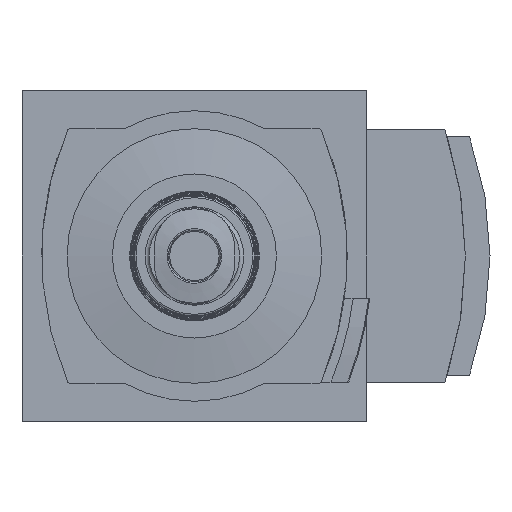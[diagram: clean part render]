
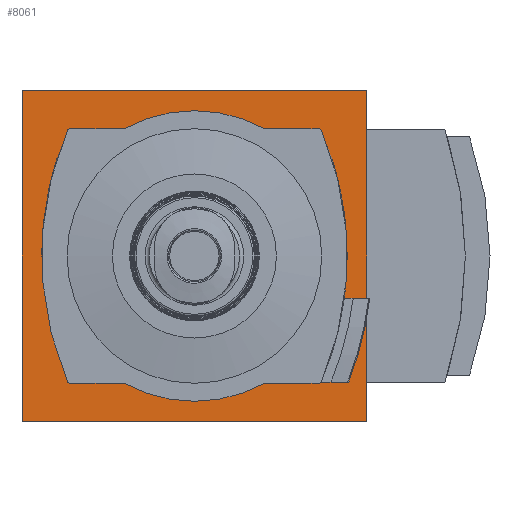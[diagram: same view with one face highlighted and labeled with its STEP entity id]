
A CAD part, front view. The second image highlights one B-rep face of the part: STEP entity #8061.
In plain terms, the highlighted planar face has unit normal (0, -1, 0).
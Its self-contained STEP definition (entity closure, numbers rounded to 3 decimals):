
#157=PLANE('',#8489);
#356=LINE('',#10697,#955);
#462=LINE('',#10919,#1061);
#477=LINE('',#10957,#1076);
#525=LINE('',#11120,#1124);
#642=LINE('',#11468,#1241);
#643=LINE('',#11472,#1242);
#644=LINE('',#11480,#1243);
#645=LINE('',#11484,#1244);
#646=LINE('',#11490,#1245);
#647=LINE('',#11494,#1246);
#955=VECTOR('',#8945,1000.);
#1061=VECTOR('',#9117,1000.);
#1076=VECTOR('',#9146,1000.);
#1124=VECTOR('',#9258,1000.);
#1241=VECTOR('',#9521,1000.);
#1242=VECTOR('',#9524,1000.);
#1243=VECTOR('',#9531,1000.);
#1244=VECTOR('',#9534,1000.);
#1245=VECTOR('',#9539,1000.);
#1246=VECTOR('',#9542,1000.);
#2108=ORIENTED_EDGE('',*,*,#3390,.F.);
#2109=ORIENTED_EDGE('',*,*,#3482,.F.);
#2110=ORIENTED_EDGE('',*,*,#3410,.F.);
#2111=ORIENTED_EDGE('',*,*,#3276,.F.);
#2112=ORIENTED_EDGE('',*,*,#3648,.T.);
#2113=ORIENTED_EDGE('',*,*,#3649,.T.);
#2114=ORIENTED_EDGE('',*,*,#3650,.T.);
#2115=ORIENTED_EDGE('',*,*,#3651,.T.);
#2116=ORIENTED_EDGE('',*,*,#3652,.T.);
#2117=ORIENTED_EDGE('',*,*,#3653,.T.);
#2118=ORIENTED_EDGE('',*,*,#3654,.T.);
#2119=ORIENTED_EDGE('',*,*,#3655,.T.);
#2120=ORIENTED_EDGE('',*,*,#3656,.T.);
#2121=ORIENTED_EDGE('',*,*,#3657,.T.);
#2122=ORIENTED_EDGE('',*,*,#3658,.T.);
#2123=ORIENTED_EDGE('',*,*,#3659,.T.);
#2124=ORIENTED_EDGE('',*,*,#3660,.T.);
#2125=ORIENTED_EDGE('',*,*,#3661,.F.);
#2126=ORIENTED_EDGE('',*,*,#3662,.T.);
#3276=EDGE_CURVE('',#4110,#4111,#356,.T.);
#3390=EDGE_CURVE('',#4193,#4110,#462,.T.);
#3410=EDGE_CURVE('',#4111,#4210,#477,.T.);
#3482=EDGE_CURVE('',#4210,#4193,#525,.T.);
#3648=EDGE_CURVE('',#4412,#4413,#4704,.T.);
#3649=EDGE_CURVE('',#4413,#4414,#642,.T.);
#3650=EDGE_CURVE('',#4414,#4415,#4705,.T.);
#3651=EDGE_CURVE('',#4415,#4416,#643,.T.);
#3652=EDGE_CURVE('',#4416,#4417,#4706,.T.);
#3653=EDGE_CURVE('',#4417,#4418,#4707,.T.);
#3654=EDGE_CURVE('',#4418,#4419,#4708,.T.);
#3655=EDGE_CURVE('',#4419,#4420,#644,.T.);
#3656=EDGE_CURVE('',#4420,#4421,#4709,.T.);
#3657=EDGE_CURVE('',#4421,#4422,#645,.T.);
#3658=EDGE_CURVE('',#4422,#4423,#4710,.T.);
#3659=EDGE_CURVE('',#4423,#4424,#4711,.T.);
#3660=EDGE_CURVE('',#4424,#4425,#646,.T.);
#3661=EDGE_CURVE('',#4426,#4425,#4712,.T.);
#3662=EDGE_CURVE('',#4426,#4412,#647,.T.);
#4110=VERTEX_POINT('',#10696);
#4111=VERTEX_POINT('',#10698);
#4193=VERTEX_POINT('',#10918);
#4210=VERTEX_POINT('',#10958);
#4412=VERTEX_POINT('',#11466);
#4413=VERTEX_POINT('',#11467);
#4414=VERTEX_POINT('',#11469);
#4415=VERTEX_POINT('',#11471);
#4416=VERTEX_POINT('',#11473);
#4417=VERTEX_POINT('',#11475);
#4418=VERTEX_POINT('',#11477);
#4419=VERTEX_POINT('',#11479);
#4420=VERTEX_POINT('',#11481);
#4421=VERTEX_POINT('',#11483);
#4422=VERTEX_POINT('',#11485);
#4423=VERTEX_POINT('',#11487);
#4424=VERTEX_POINT('',#11489);
#4425=VERTEX_POINT('',#11491);
#4426=VERTEX_POINT('',#11493);
#4704=CIRCLE('',#8490,0.3);
#4705=CIRCLE('',#8491,17.7);
#4706=CIRCLE('',#8492,0.3);
#4707=CIRCLE('',#8493,38.9);
#4708=CIRCLE('',#8494,0.3);
#4709=CIRCLE('',#8495,17.7);
#4710=CIRCLE('',#8496,0.3);
#4711=CIRCLE('',#8497,38.9);
#4712=CIRCLE('',#8498,39.95);
#4912=EDGE_LOOP('',(#2108,#2109,#2110,#2111));
#4913=EDGE_LOOP('',(#2112,#2113,#2114,#2115,#2116,#2117,#2118,#2119,#2120,
#2121,#2122,#2123,#2124,#2125,#2126));
#5318=FACE_BOUND('',#4912,.T.);
#5319=FACE_BOUND('',#4913,.T.);
#8061=ADVANCED_FACE('',(#5318,#5319),#157,.F.);
#8489=AXIS2_PLACEMENT_3D('',#11464,#9517,#9518);
#8490=AXIS2_PLACEMENT_3D('',#11465,#9519,#9520);
#8491=AXIS2_PLACEMENT_3D('',#11470,#9522,#9523);
#8492=AXIS2_PLACEMENT_3D('',#11474,#9525,#9526);
#8493=AXIS2_PLACEMENT_3D('',#11476,#9527,#9528);
#8494=AXIS2_PLACEMENT_3D('',#11478,#9529,#9530);
#8495=AXIS2_PLACEMENT_3D('',#11482,#9532,#9533);
#8496=AXIS2_PLACEMENT_3D('',#11486,#9535,#9536);
#8497=AXIS2_PLACEMENT_3D('',#11488,#9537,#9538);
#8498=AXIS2_PLACEMENT_3D('',#11492,#9540,#9541);
#8945=DIRECTION('',(0.,0.,1.));
#9117=DIRECTION('',(-1.,0.,0.));
#9146=DIRECTION('',(1.,0.,0.));
#9258=DIRECTION('',(0.,0.,-1.));
#9517=DIRECTION('',(0.,1.,0.));
#9518=DIRECTION('',(0.,0.,1.));
#9519=DIRECTION('',(0.,1.,0.));
#9520=DIRECTION('',(1.,0.,0.));
#9521=DIRECTION('',(-1.,0.,0.));
#9522=DIRECTION('',(0.,1.,0.));
#9523=DIRECTION('',(1.,0.,0.));
#9524=DIRECTION('',(-1.,0.,0.));
#9525=DIRECTION('',(0.,1.,0.));
#9526=DIRECTION('',(1.,0.,0.));
#9527=DIRECTION('',(0.,1.,0.));
#9528=DIRECTION('',(1.,0.,0.));
#9529=DIRECTION('',(0.,1.,0.));
#9530=DIRECTION('',(1.,0.,0.));
#9531=DIRECTION('',(1.,0.,0.));
#9532=DIRECTION('',(0.,1.,0.));
#9533=DIRECTION('',(1.,0.,0.));
#9534=DIRECTION('',(1.,0.,0.));
#9535=DIRECTION('',(0.,1.,0.));
#9536=DIRECTION('',(1.,0.,0.));
#9537=DIRECTION('',(0.,1.,0.));
#9538=DIRECTION('',(1.,0.,0.));
#9539=DIRECTION('',(1.,0.,0.));
#9540=DIRECTION('',(0.,-1.,0.));
#9541=DIRECTION('',(0.,0.,-1.));
#9542=DIRECTION('',(-1.,0.,0.));
#10696=CARTESIAN_POINT('',(-21.,-31.5,-20.1));
#10697=CARTESIAN_POINT('',(-21.,-31.5,-20.1));
#10698=CARTESIAN_POINT('',(-21.,-31.5,20.1));
#10918=CARTESIAN_POINT('',(21.,-31.5,-20.1));
#10919=CARTESIAN_POINT('',(21.,-31.5,-20.1));
#10957=CARTESIAN_POINT('',(-21.,-31.5,20.1));
#10958=CARTESIAN_POINT('',(21.,-31.5,20.1));
#11120=CARTESIAN_POINT('',(21.,-31.5,20.1));
#11464=CARTESIAN_POINT('',(0.,-31.5,0.));
#11465=CARTESIAN_POINT('',(15.181,-31.5,-15.2));
#11466=CARTESIAN_POINT('',(15.442,-31.5,-15.349));
#11467=CARTESIAN_POINT('',(15.181,-31.5,-15.5));
#11468=CARTESIAN_POINT('',(14.091,-31.5,-15.5));
#11469=CARTESIAN_POINT('',(8.546,-31.5,-15.5));
#11470=CARTESIAN_POINT('',(0.,-31.5,0.));
#11471=CARTESIAN_POINT('',(-8.546,-31.5,-15.5));
#11472=CARTESIAN_POINT('',(-8.546,-31.5,-15.5));
#11473=CARTESIAN_POINT('',(-15.181,-31.5,-15.5));
#11474=CARTESIAN_POINT('',(-15.181,-31.5,-15.2));
#11475=CARTESIAN_POINT('',(-15.457,-31.5,-15.318));
#11476=CARTESIAN_POINT('',(20.3,-31.5,0.));
#11477=CARTESIAN_POINT('',(-15.457,-31.5,15.318));
#11478=CARTESIAN_POINT('',(-15.181,-31.5,15.2));
#11479=CARTESIAN_POINT('',(-15.181,-31.5,15.5));
#11480=CARTESIAN_POINT('',(-15.181,-31.5,15.5));
#11481=CARTESIAN_POINT('',(-8.546,-31.5,15.5));
#11482=CARTESIAN_POINT('',(0.,-31.5,0.));
#11483=CARTESIAN_POINT('',(8.546,-31.5,15.5));
#11484=CARTESIAN_POINT('',(8.546,-31.5,15.5));
#11485=CARTESIAN_POINT('',(15.181,-31.5,15.5));
#11486=CARTESIAN_POINT('',(15.181,-31.5,15.2));
#11487=CARTESIAN_POINT('',(15.457,-31.5,15.318));
#11488=CARTESIAN_POINT('',(-20.3,-31.5,0.));
#11489=CARTESIAN_POINT('',(18.259,-31.5,-5.142));
#11490=CARTESIAN_POINT('',(17.25,-31.5,-5.142));
#11491=CARTESIAN_POINT('',(19.337,-31.5,-5.142));
#11492=CARTESIAN_POINT('',(-20.3,-31.5,-0.15));
#11493=CARTESIAN_POINT('',(16.646,-31.5,-15.349));
#11494=CARTESIAN_POINT('',(30.,-31.5,-15.349));
